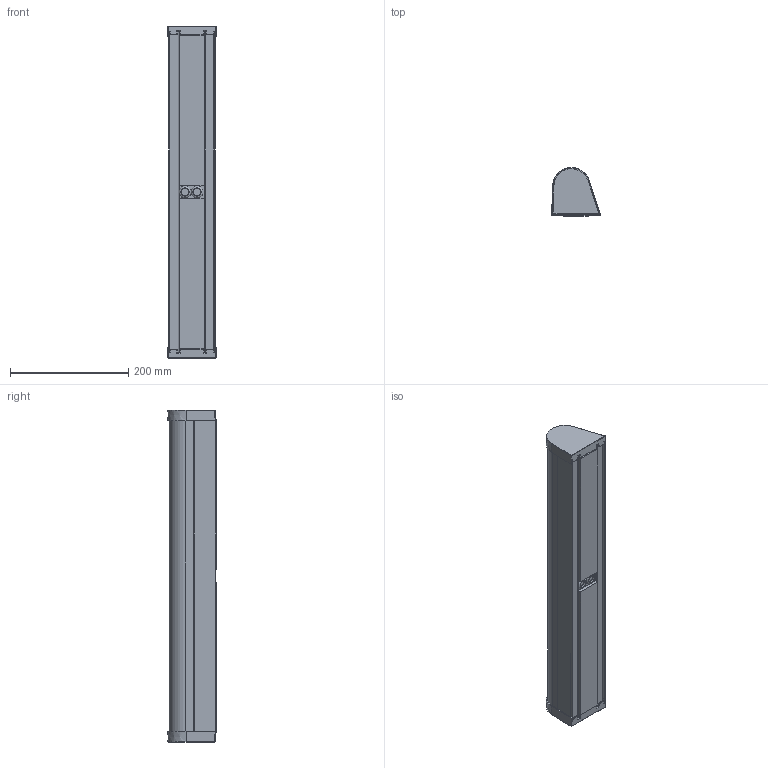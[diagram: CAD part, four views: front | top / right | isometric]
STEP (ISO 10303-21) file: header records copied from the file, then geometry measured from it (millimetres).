
FILE_DESCRIPTION (( 'STEP AP214' ), '1' );
FILE_NAME ('LN_ML_ON_OFF.STEP', '2024-10-07T09:38:06', ( '' ), ( '' ), 'SwSTEP 2.0', 'SolidWorks 2022', '' );
FILE_SCHEMA (( 'AUTOMOTIVE_DESIGN' ));
Length unit declared in the file: millimetre
Products named in the file (1): LN_ML_ON_OFF
Bounding box: 82.39 x 81.79 x 560.9 mm (x, y, z)
Volume: 374605 mm3; surface area: 450250.2 mm2
Topology: 8 solids, 8 shells, 310 faces, 745 edges, 459 vertices
Faces by surface type: cylinder 133, plane 107, bspline 36, torus 26, cone 4, sphere 4
Full cylindrical faces by diameter (mm): 13 x4, 16 x2, 20 x4
Entity records: 14681 total; most frequent: CARTESIAN_POINT 4403, ORIENTED_EDGE 1442, DIRECTION 1319, EDGE_CURVE 721, AXIS2_PLACEMENT_3D 475, VERTEX_POINT 449, LINE 369, VECTOR 369
